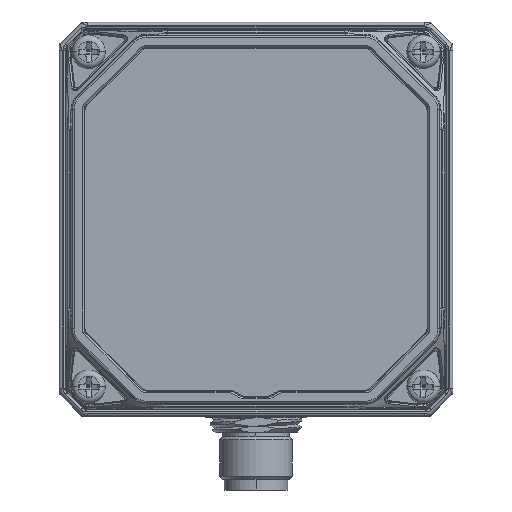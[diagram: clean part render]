
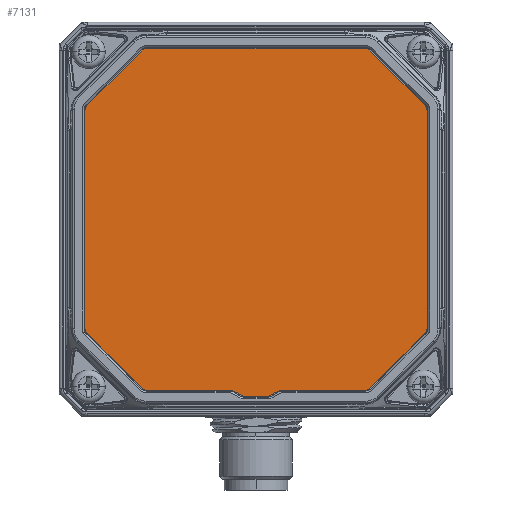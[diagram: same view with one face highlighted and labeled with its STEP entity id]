
A CAD part, left-side view. The second image highlights one B-rep face of the part: STEP entity #7131.
In plain terms, the highlighted planar face has unit normal (-1, 0, 0).
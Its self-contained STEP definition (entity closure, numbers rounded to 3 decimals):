
#6639=DIRECTION('',(0.,-1.,0.));
#6640=VECTOR('',#6639,36.172);
#6641=CARTESIAN_POINT('',(-29.6,18.086,28.3));
#6642=LINE('',#6641,#6640);
#6655=CARTESIAN_POINT('',(-29.6,1.9,-28.3));
#6656=DIRECTION('',(1.,0.,0.));
#6657=DIRECTION('',(0.,0.,-1.));
#6658=AXIS2_PLACEMENT_3D('',#6655,#6656,#6657);
#6660=DIRECTION('',(0.,0.866,0.5));
#6661=VECTOR('',#6660,1.464);
#6662=CARTESIAN_POINT('',(-29.6,2.4,-29.166));
#6663=LINE('',#6662,#6661);
#6664=CARTESIAN_POINT('',(-29.6,4.168,-29.3));
#6665=DIRECTION('',(-1.,0.,0.));
#6666=DIRECTION('',(0.,-0.5,0.866));
#6667=AXIS2_PLACEMENT_3D('',#6664,#6665,#6666);
#6669=CARTESIAN_POINT('',(-29.6,18.086,-27.3));
#6670=DIRECTION('',(1.,0.,0.));
#6671=DIRECTION('',(0.,0.,-1.));
#6672=AXIS2_PLACEMENT_3D('',#6669,#6670,#6671);
#6674=DIRECTION('',(0.,0.707,0.707));
#6675=VECTOR('',#6674,13.031);
#6676=CARTESIAN_POINT('',(-29.6,18.793,-28.007));
#6677=LINE('',#6676,#6675);
#6678=CARTESIAN_POINT('',(-29.6,27.3,-18.086));
#6679=DIRECTION('',(1.,0.,0.));
#6680=DIRECTION('',(0.,0.707,-0.707));
#6681=AXIS2_PLACEMENT_3D('',#6678,#6679,#6680);
#6683=CARTESIAN_POINT('',(-29.6,27.3,18.086));
#6684=DIRECTION('',(1.,0.,0.));
#6685=DIRECTION('',(0.,1.,0.));
#6686=AXIS2_PLACEMENT_3D('',#6683,#6684,#6685);
#6688=DIRECTION('',(0.,-0.707,0.707));
#6689=VECTOR('',#6688,13.031);
#6690=CARTESIAN_POINT('',(-29.6,28.007,18.793));
#6691=LINE('',#6690,#6689);
#6692=CARTESIAN_POINT('',(-29.6,18.086,27.3));
#6693=DIRECTION('',(1.,0.,0.));
#6694=DIRECTION('',(0.,0.707,0.707));
#6695=AXIS2_PLACEMENT_3D('',#6692,#6693,#6694);
#6697=CARTESIAN_POINT('',(-29.6,-18.086,27.3));
#6698=DIRECTION('',(1.,0.,0.));
#6699=DIRECTION('',(0.,0.,1.));
#6700=AXIS2_PLACEMENT_3D('',#6697,#6698,#6699);
#6702=DIRECTION('',(0.,-0.707,-0.707));
#6703=VECTOR('',#6702,13.031);
#6704=CARTESIAN_POINT('',(-29.6,-18.793,28.007));
#6705=LINE('',#6704,#6703);
#6706=CARTESIAN_POINT('',(-29.6,-27.3,18.086));
#6707=DIRECTION('',(1.,0.,0.));
#6708=DIRECTION('',(0.,-0.707,0.707));
#6709=AXIS2_PLACEMENT_3D('',#6706,#6707,#6708);
#6711=CARTESIAN_POINT('',(-29.6,-27.3,-18.086));
#6712=DIRECTION('',(1.,0.,0.));
#6713=DIRECTION('',(0.,-1.,0.));
#6714=AXIS2_PLACEMENT_3D('',#6711,#6712,#6713);
#6716=DIRECTION('',(0.,0.707,-0.707));
#6717=VECTOR('',#6716,13.031);
#6718=CARTESIAN_POINT('',(-29.6,-28.007,-18.793));
#6719=LINE('',#6718,#6717);
#6720=CARTESIAN_POINT('',(-29.6,-18.086,-27.3));
#6721=DIRECTION('',(1.,0.,0.));
#6722=DIRECTION('',(0.,-0.707,-0.707));
#6723=AXIS2_PLACEMENT_3D('',#6720,#6721,#6722);
#6725=CARTESIAN_POINT('',(-29.6,-4.168,-29.3));
#6726=DIRECTION('',(-1.,0.,0.));
#6727=DIRECTION('',(0.,0.,1.));
#6728=AXIS2_PLACEMENT_3D('',#6725,#6726,#6727);
#6730=DIRECTION('',(0.,0.866,-0.5));
#6731=VECTOR('',#6730,1.464);
#6732=CARTESIAN_POINT('',(-29.6,-3.668,-28.434));
#6733=LINE('',#6732,#6731);
#6734=CARTESIAN_POINT('',(-29.6,-1.9,-28.3));
#6735=DIRECTION('',(1.,0.,0.));
#6736=DIRECTION('',(0.,-0.5,-0.866));
#6737=AXIS2_PLACEMENT_3D('',#6734,#6735,#6736);
#6831=DIRECTION('',(0.,1.,0.));
#6832=VECTOR('',#6831,3.8);
#6833=CARTESIAN_POINT('',(-29.6,-1.9,-29.3));
#6834=LINE('',#6833,#6832);
#6855=DIRECTION('',(0.,1.,0.));
#6856=VECTOR('',#6855,13.918);
#6857=CARTESIAN_POINT('',(-29.6,-18.086,-28.3));
#6858=LINE('',#6857,#6856);
#6883=DIRECTION('',(0.,0.,-1.));
#6884=VECTOR('',#6883,36.172);
#6885=CARTESIAN_POINT('',(-29.6,-28.3,18.086));
#6886=LINE('',#6885,#6884);
#6911=DIRECTION('',(0.,0.,1.));
#6912=VECTOR('',#6911,36.172);
#6913=CARTESIAN_POINT('',(-29.6,28.3,-18.086));
#6914=LINE('',#6913,#6912);
#6939=DIRECTION('',(0.,1.,0.));
#6940=VECTOR('',#6939,13.918);
#6941=CARTESIAN_POINT('',(-29.6,4.168,-28.3));
#6942=LINE('',#6941,#6940);
#6951=CARTESIAN_POINT('',(-29.6,1.9,-29.3));
#6952=CARTESIAN_POINT('',(-29.6,2.4,-29.166));
#6953=VERTEX_POINT('',#6951);
#6954=VERTEX_POINT('',#6952);
#6955=CARTESIAN_POINT('',(-29.6,-1.9,-29.3));
#6956=VERTEX_POINT('',#6955);
#6957=CARTESIAN_POINT('',(-29.6,-2.4,-29.166));
#6958=VERTEX_POINT('',#6957);
#6959=CARTESIAN_POINT('',(-29.6,-3.668,-28.434));
#6960=VERTEX_POINT('',#6959);
#6961=CARTESIAN_POINT('',(-29.6,-4.168,-28.3));
#6962=VERTEX_POINT('',#6961);
#6963=CARTESIAN_POINT('',(-29.6,-18.086,-28.3));
#6964=VERTEX_POINT('',#6963);
#6965=CARTESIAN_POINT('',(-29.6,-18.793,-28.007));
#6966=VERTEX_POINT('',#6965);
#6967=CARTESIAN_POINT('',(-29.6,-28.007,-18.793));
#6968=VERTEX_POINT('',#6967);
#6969=CARTESIAN_POINT('',(-29.6,-28.3,-18.086));
#6970=VERTEX_POINT('',#6969);
#6971=CARTESIAN_POINT('',(-29.6,-28.3,18.086));
#6972=VERTEX_POINT('',#6971);
#6973=CARTESIAN_POINT('',(-29.6,-28.007,18.793));
#6974=VERTEX_POINT('',#6973);
#6975=CARTESIAN_POINT('',(-29.6,-18.793,28.007));
#6976=VERTEX_POINT('',#6975);
#6977=CARTESIAN_POINT('',(-29.6,-18.086,28.3));
#6978=VERTEX_POINT('',#6977);
#6979=CARTESIAN_POINT('',(-29.6,18.086,28.3));
#6980=VERTEX_POINT('',#6979);
#6981=CARTESIAN_POINT('',(-29.6,18.793,28.007));
#6982=VERTEX_POINT('',#6981);
#6983=CARTESIAN_POINT('',(-29.6,28.007,18.793));
#6984=VERTEX_POINT('',#6983);
#6985=CARTESIAN_POINT('',(-29.6,28.3,18.086));
#6986=VERTEX_POINT('',#6985);
#6987=CARTESIAN_POINT('',(-29.6,28.3,-18.086));
#6988=VERTEX_POINT('',#6987);
#6989=CARTESIAN_POINT('',(-29.6,28.007,-18.793));
#6990=VERTEX_POINT('',#6989);
#6991=CARTESIAN_POINT('',(-29.6,18.793,-28.007));
#6992=VERTEX_POINT('',#6991);
#6993=CARTESIAN_POINT('',(-29.6,18.086,-28.3));
#6994=VERTEX_POINT('',#6993);
#6995=CARTESIAN_POINT('',(-29.6,4.168,-28.3));
#6996=VERTEX_POINT('',#6995);
#6997=CARTESIAN_POINT('',(-29.6,3.668,-28.434));
#6998=VERTEX_POINT('',#6997);
#7078=CARTESIAN_POINT('',(-29.6,0.,-0.5));
#7079=DIRECTION('',(1.,0.,0.));
#7080=DIRECTION('',(0.,0.,1.));
#7081=AXIS2_PLACEMENT_3D('',#7078,#7079,#7080);
#7082=PLANE('',#7081);
#7084=ORIENTED_EDGE('',*,*,#7083,.T.);
#7086=ORIENTED_EDGE('',*,*,#7085,.T.);
#7088=ORIENTED_EDGE('',*,*,#7087,.T.);
#7090=ORIENTED_EDGE('',*,*,#7089,.T.);
#7092=ORIENTED_EDGE('',*,*,#7091,.T.);
#7094=ORIENTED_EDGE('',*,*,#7093,.T.);
#7096=ORIENTED_EDGE('',*,*,#7095,.T.);
#7098=ORIENTED_EDGE('',*,*,#7097,.T.);
#7100=ORIENTED_EDGE('',*,*,#7099,.T.);
#7102=ORIENTED_EDGE('',*,*,#7101,.T.);
#7104=ORIENTED_EDGE('',*,*,#7103,.T.);
#7105=ORIENTED_EDGE('',*,*,#7054,.T.);
#7106=ORIENTED_EDGE('',*,*,#7068,.T.);
#7108=ORIENTED_EDGE('',*,*,#7107,.T.);
#7110=ORIENTED_EDGE('',*,*,#7109,.T.);
#7112=ORIENTED_EDGE('',*,*,#7111,.T.);
#7114=ORIENTED_EDGE('',*,*,#7113,.T.);
#7116=ORIENTED_EDGE('',*,*,#7115,.T.);
#7118=ORIENTED_EDGE('',*,*,#7117,.T.);
#7120=ORIENTED_EDGE('',*,*,#7119,.T.);
#7122=ORIENTED_EDGE('',*,*,#7121,.T.);
#7124=ORIENTED_EDGE('',*,*,#7123,.T.);
#7126=ORIENTED_EDGE('',*,*,#7125,.T.);
#7128=ORIENTED_EDGE('',*,*,#7127,.T.);
#7129=EDGE_LOOP('',(#7084,#7086,#7088,#7090,#7092,#7094,#7096,#7098,#7100,#7102,
#7104,#7105,#7106,#7108,#7110,#7112,#7114,#7116,#7118,#7120,#7122,#7124,#7126,
#7128));
#7130=FACE_OUTER_BOUND('',#7129,.F.);
#7131=ADVANCED_FACE('',(#7130),#7082,.F.);
#6659=CIRCLE('',#6658,1.);
#6668=CIRCLE('',#6667,1.);
#6673=CIRCLE('',#6672,1.);
#6682=CIRCLE('',#6681,1.);
#6687=CIRCLE('',#6686,1.);
#6696=CIRCLE('',#6695,1.);
#6701=CIRCLE('',#6700,1.);
#6710=CIRCLE('',#6709,1.);
#6715=CIRCLE('',#6714,1.);
#6724=CIRCLE('',#6723,1.);
#6729=CIRCLE('',#6728,1.);
#6738=CIRCLE('',#6737,1.);
#7054=EDGE_CURVE('',#6980,#6978,#6642,.T.);
#7068=EDGE_CURVE('',#6978,#6976,#6701,.T.);
#7083=EDGE_CURVE('',#6953,#6954,#6659,.T.);
#7085=EDGE_CURVE('',#6954,#6998,#6663,.T.);
#7087=EDGE_CURVE('',#6998,#6996,#6668,.T.);
#7089=EDGE_CURVE('',#6996,#6994,#6942,.T.);
#7091=EDGE_CURVE('',#6994,#6992,#6673,.T.);
#7093=EDGE_CURVE('',#6992,#6990,#6677,.T.);
#7095=EDGE_CURVE('',#6990,#6988,#6682,.T.);
#7097=EDGE_CURVE('',#6988,#6986,#6914,.T.);
#7099=EDGE_CURVE('',#6986,#6984,#6687,.T.);
#7101=EDGE_CURVE('',#6984,#6982,#6691,.T.);
#7103=EDGE_CURVE('',#6982,#6980,#6696,.T.);
#7107=EDGE_CURVE('',#6976,#6974,#6705,.T.);
#7109=EDGE_CURVE('',#6974,#6972,#6710,.T.);
#7111=EDGE_CURVE('',#6972,#6970,#6886,.T.);
#7113=EDGE_CURVE('',#6970,#6968,#6715,.T.);
#7115=EDGE_CURVE('',#6968,#6966,#6719,.T.);
#7117=EDGE_CURVE('',#6966,#6964,#6724,.T.);
#7119=EDGE_CURVE('',#6964,#6962,#6858,.T.);
#7121=EDGE_CURVE('',#6962,#6960,#6729,.T.);
#7123=EDGE_CURVE('',#6960,#6958,#6733,.T.);
#7125=EDGE_CURVE('',#6958,#6956,#6738,.T.);
#7127=EDGE_CURVE('',#6956,#6953,#6834,.T.);
